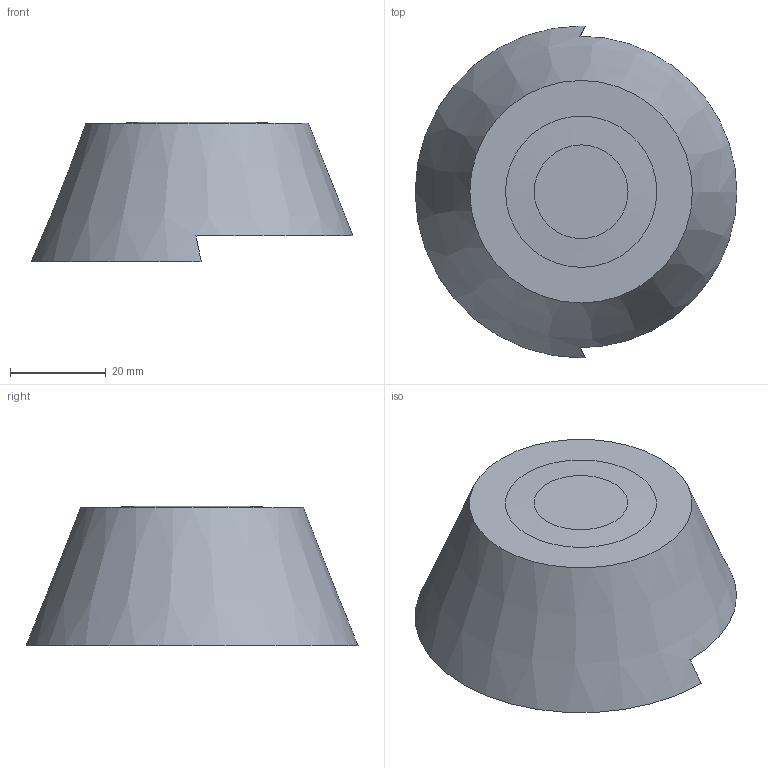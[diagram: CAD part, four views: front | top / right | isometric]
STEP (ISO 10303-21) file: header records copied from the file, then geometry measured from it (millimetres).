
FILE_DESCRIPTION(('Open CASCADE Model'),'2;1');
FILE_NAME('Open CASCADE Shape Model','2025-07-01T18:58:18',('Author'),( 'Open CASCADE'),'Open CASCADE STEP processor 7.5','Open CASCADE 7.5' ,'Unknown');
FILE_SCHEMA(('CONFIG_CONTROL_DESIGN'));
Length unit declared in the file: millimetre
Products named in the file (1): Open CASCADE STEP translator 7.5 23
Bounding box: 67.21 x 69.36 x 29.25 mm (x, y, z)
Volume: 64852.8 mm3; surface area: 10722.6 mm2
Topology: 1 solids, 1 shells, 8 faces, 17 edges, 12 vertices
Faces by surface type: plane 6, cone 2
Entity records: 498 total; most frequent: CARTESIAN_POINT 98, DIRECTION 73, ORIENTED_EDGE 34, PCURVE 34, DEFINITIONAL_REPRESENTATION 34, LINE 29, VECTOR 29, AXIS2_PLACEMENT_3D 19
